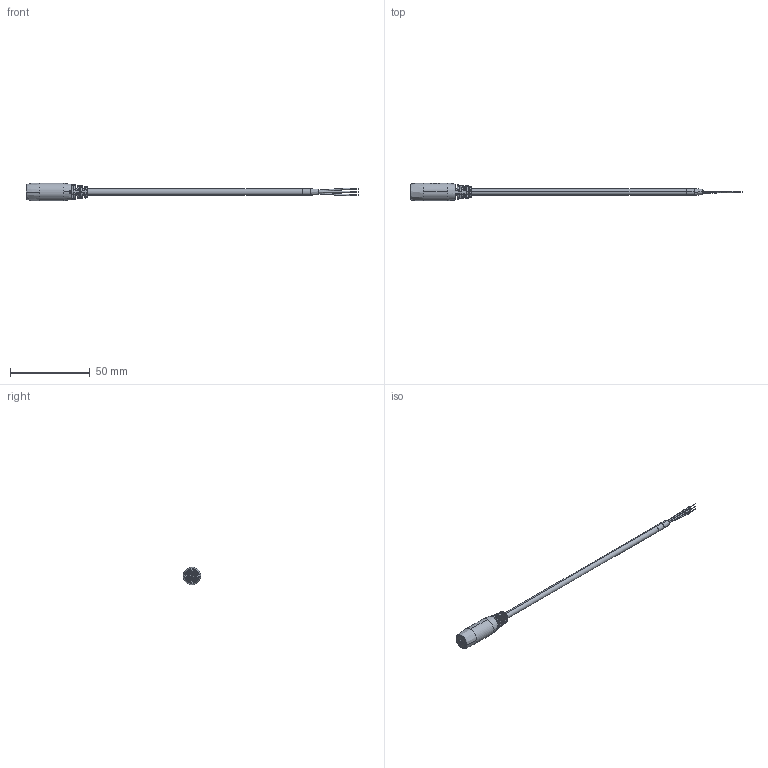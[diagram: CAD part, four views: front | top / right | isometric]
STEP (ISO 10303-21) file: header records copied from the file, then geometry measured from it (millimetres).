
FILE_DESCRIPTION (( 'STEP AP203' ), '1' );
FILE_NAME ('10-03208_revA.STEP', '2019-03-12T21:50:34', ( '' ), ( '' ), 'SwSTEP 2.0', 'SolidWorks 2015', '' );
FILE_SCHEMA (( 'CONFIG_CONTROL_DESIGN' ));
Length unit declared in the file: millimetre
Products named in the file (9): 50-00039 shell; 30-00177_s + t; 50-00039 contact 1; 10-03208_revA; 50-00039 ring; 50-00039 insulator; 50-00039 contact 2; 24-00036; 50-00039
Assembly tree (8 placements, depth 3):
  10-03208_revA
    30-00177_s + t
    24-00036
    50-00039
      50-00039 contact 1
      50-00039 contact 2
      50-00039 insulator
      50-00039 ring
      50-00039 shell
Bounding box: 208.5 x 11 x 11 mm (x, y, z)
Volume: 5071.3 mm3; surface area: 18158.9 mm2
Topology: 97 solids, 97 shells, 944 faces, 2203 edges, 1452 vertices
Faces by surface type: cylinder 406, plane 373, bspline 105, torus 30, cone 30
Entity records: 32618 total; most frequent: CARTESIAN_POINT 10015, DIRECTION 4533, ORIENTED_EDGE 4406, EDGE_CURVE 2203, AXIS2_PLACEMENT_3D 1875, VERTEX_POINT 1452, EDGE_LOOP 1097, CIRCLE 1024
